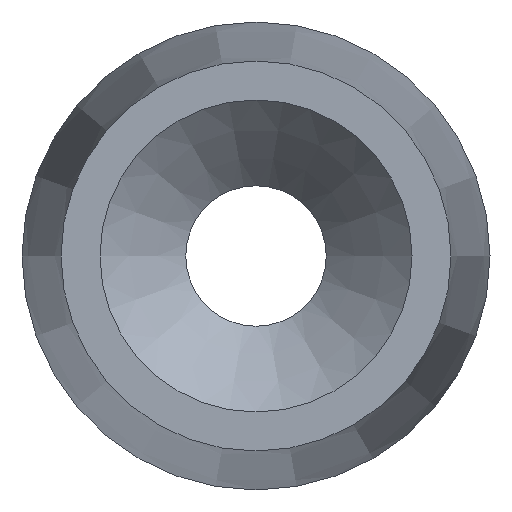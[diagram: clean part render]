
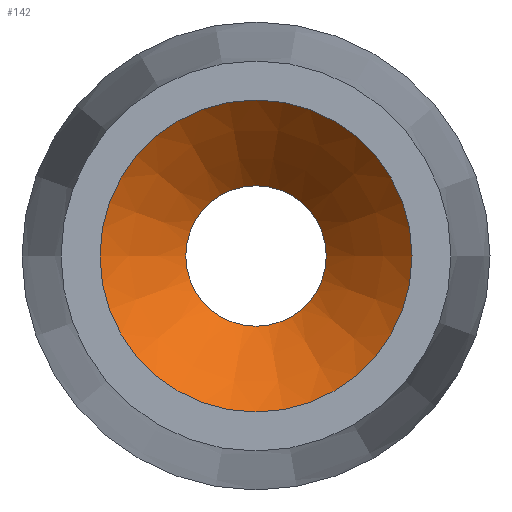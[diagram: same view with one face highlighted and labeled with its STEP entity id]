
A CAD part, front view. The second image highlights one B-rep face of the part: STEP entity #142.
In plain terms, the highlighted conical face has half-angle 45 degrees and reference radius 2.9 mm.
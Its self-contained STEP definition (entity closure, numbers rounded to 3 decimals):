
#20=CONICAL_SURFACE('',#179,2.9,0.785);
#26=FACE_OUTER_BOUND('',#36,.T.);
#36=EDGE_LOOP('',(#111,#112,#113,#114));
#48=LINE('',#259,#56);
#56=VECTOR('',#213,2.9);
#64=CIRCLE('',#178,1.8);
#65=CIRCLE('',#180,4.);
#74=VERTEX_POINT('',#254);
#75=VERTEX_POINT('',#258);
#87=EDGE_CURVE('',#74,#74,#64,.T.);
#88=EDGE_CURVE('',#74,#75,#48,.T.);
#89=EDGE_CURVE('',#75,#75,#65,.T.);
#111=ORIENTED_EDGE('',*,*,#87,.T.);
#112=ORIENTED_EDGE('',*,*,#88,.T.);
#113=ORIENTED_EDGE('',*,*,#89,.F.);
#114=ORIENTED_EDGE('',*,*,#88,.F.);
#142=ADVANCED_FACE('',(#26),#20,.F.);
#178=AXIS2_PLACEMENT_3D('',#256,#209,#210);
#179=AXIS2_PLACEMENT_3D('',#257,#211,#212);
#180=AXIS2_PLACEMENT_3D('',#260,#214,#215);
#209=DIRECTION('center_axis',(0.,1.,0.));
#210=DIRECTION('ref_axis',(1.,0.,0.));
#211=DIRECTION('center_axis',(0.,-1.,0.));
#212=DIRECTION('ref_axis',(1.,0.,0.));
#213=DIRECTION('',(-0.707,-0.707,0.));
#214=DIRECTION('center_axis',(0.,1.,0.));
#215=DIRECTION('ref_axis',(1.,0.,0.));
#254=CARTESIAN_POINT('',(-1.8,6.2,0.));
#256=CARTESIAN_POINT('Origin',(0.,6.2,0.));
#257=CARTESIAN_POINT('Origin',(0.,5.1,0.));
#258=CARTESIAN_POINT('',(-4.,4.,0.));
#259=CARTESIAN_POINT('',(-2.9,5.1,0.));
#260=CARTESIAN_POINT('Origin',(0.,4.,0.));
